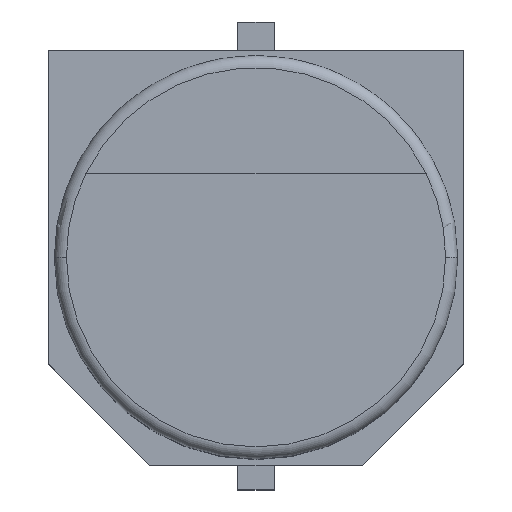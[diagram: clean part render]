
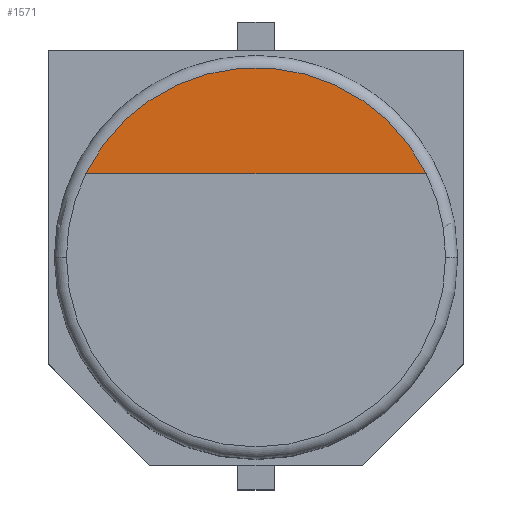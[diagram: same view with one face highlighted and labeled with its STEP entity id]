
A CAD part, top view. The second image highlights one B-rep face of the part: STEP entity #1571.
In plain terms, the highlighted planar face has unit normal (0, 0, 1).
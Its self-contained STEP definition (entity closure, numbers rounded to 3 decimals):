
#24 = VERTEX_POINT('',#25);
#25 = CARTESIAN_POINT('',(4.217,-2.075,10.5));
#33 = TOROIDAL_SURFACE('',#34,4.7,0.3);
#34 = AXIS2_PLACEMENT_3D('',#35,#36,#37);
#35 = CARTESIAN_POINT('',(0.,-4.15,10.2));
#36 = DIRECTION('',(0.,0.,-1.));
#37 = DIRECTION('',(-1.,0.,0.));
#67 = PLANE('',#68);
#68 = AXIS2_PLACEMENT_3D('',#69,#70,#71);
#69 = CARTESIAN_POINT('',(0.,0.,10.5));
#70 = DIRECTION('',(0.,0.,-1.));
#71 = DIRECTION('',(-1.,0.,0.));
#298 = VERTEX_POINT('',#299);
#299 = CARTESIAN_POINT('',(-4.217,-2.075,10.5));
#347 = EDGE_CURVE('',#24,#298,#348,.T.);
#348 = SURFACE_CURVE('',#349,(#354,#383),.PCURVE_S1.);
#349 = CIRCLE('',#350,4.7);
#350 = AXIS2_PLACEMENT_3D('',#351,#352,#353);
#351 = CARTESIAN_POINT('',(0.,-4.15,10.5));
#352 = DIRECTION('',(0.,0.,1.));
#353 = DIRECTION('',(-1.,0.,0.));
#354 = PCURVE('',#33,#355);
#355 = DEFINITIONAL_REPRESENTATION('',(#356),#382);
#356 = B_SPLINE_CURVE_WITH_KNOTS('',3,(#357,#358,#359,#360,#361,#362,
    #363,#364,#365,#366,#367,#368,#369,#370,#371,#372,#373,#374,#375,
    #376,#377,#378,#379,#380,#381),.UNSPECIFIED.,.F.,.F.,(4,1,1,1,1,1,1,
    1,1,1,1,1,1,1,1,1,1,1,1,1,1,1,4),(3.599,3.7,
    3.801,3.903,4.004,4.105,
    4.206,4.307,4.409,4.51,
    4.611,4.712,4.814,4.915,
    5.016,5.117,5.219,5.32,
    5.421,5.522,5.623,5.725,
    5.826),.QUASI_UNIFORM_KNOTS.);
#357 = CARTESIAN_POINT('',(2.684,4.712));
#358 = CARTESIAN_POINT('',(2.651,4.712));
#359 = CARTESIAN_POINT('',(2.583,4.712));
#360 = CARTESIAN_POINT('',(2.482,4.712));
#361 = CARTESIAN_POINT('',(2.381,4.712));
#362 = CARTESIAN_POINT('',(2.279,4.712));
#363 = CARTESIAN_POINT('',(2.178,4.712));
#364 = CARTESIAN_POINT('',(2.077,4.712));
#365 = CARTESIAN_POINT('',(1.976,4.712));
#366 = CARTESIAN_POINT('',(1.874,4.712));
#367 = CARTESIAN_POINT('',(1.773,4.712));
#368 = CARTESIAN_POINT('',(1.672,4.712));
#369 = CARTESIAN_POINT('',(1.571,4.712));
#370 = CARTESIAN_POINT('',(1.47,4.712));
#371 = CARTESIAN_POINT('',(1.368,4.712));
#372 = CARTESIAN_POINT('',(1.267,4.712));
#373 = CARTESIAN_POINT('',(1.166,4.712));
#374 = CARTESIAN_POINT('',(1.065,4.712));
#375 = CARTESIAN_POINT('',(0.963,4.712));
#376 = CARTESIAN_POINT('',(0.862,4.712));
#377 = CARTESIAN_POINT('',(0.761,4.712));
#378 = CARTESIAN_POINT('',(0.66,4.712));
#379 = CARTESIAN_POINT('',(0.558,4.712));
#380 = CARTESIAN_POINT('',(0.491,4.712));
#381 = CARTESIAN_POINT('',(0.457,4.712));
#382 = ( GEOMETRIC_REPRESENTATION_CONTEXT(2) 
PARAMETRIC_REPRESENTATION_CONTEXT() REPRESENTATION_CONTEXT('2D SPACE',''
  ) );
#383 = PCURVE('',#384,#389);
#384 = PLANE('',#385);
#385 = AXIS2_PLACEMENT_3D('',#386,#387,#388);
#386 = CARTESIAN_POINT('',(0.,0.,10.5));
#387 = DIRECTION('',(0.,0.,-1.));
#388 = DIRECTION('',(-1.,0.,0.));
#389 = DEFINITIONAL_REPRESENTATION('',(#390),#398);
#390 = ( BOUNDED_CURVE() B_SPLINE_CURVE(2,(#391,#392,#393,#394,#395,#396
,#397),.UNSPECIFIED.,.F.,.F.) B_SPLINE_CURVE_WITH_KNOTS((1,2,2,2,2,1),(
    -2.094,0.,2.094,4.189,6.283,
8.378),.UNSPECIFIED.) CURVE() GEOMETRIC_REPRESENTATION_ITEM() 
RATIONAL_B_SPLINE_CURVE((1.,0.5,1.,0.5,1.,0.5,1.)) REPRESENTATION_ITEM(
  '') );
#391 = CARTESIAN_POINT('',(4.7,-4.15));
#392 = CARTESIAN_POINT('',(4.7,-12.291));
#393 = CARTESIAN_POINT('',(-2.35,-8.22));
#394 = CARTESIAN_POINT('',(-9.4,-4.15));
#395 = CARTESIAN_POINT('',(-2.35,-0.08));
#396 = CARTESIAN_POINT('',(4.7,3.991));
#397 = CARTESIAN_POINT('',(4.7,-4.15));
#398 = ( GEOMETRIC_REPRESENTATION_CONTEXT(2) 
PARAMETRIC_REPRESENTATION_CONTEXT() REPRESENTATION_CONTEXT('2D SPACE',''
  ) );
#599 = EDGE_CURVE('',#298,#24,#600,.T.);
#600 = SURFACE_CURVE('',#601,(#605,#612),.PCURVE_S1.);
#601 = LINE('',#602,#603);
#602 = CARTESIAN_POINT('',(0.,-2.075,10.5));
#603 = VECTOR('',#604,1.);
#604 = DIRECTION('',(1.,0.,0.));
#605 = PCURVE('',#67,#606);
#606 = DEFINITIONAL_REPRESENTATION('',(#607),#611);
#607 = LINE('',#608,#609);
#608 = CARTESIAN_POINT('',(0.,-2.075));
#609 = VECTOR('',#610,1.);
#610 = DIRECTION('',(-1.,0.));
#611 = ( GEOMETRIC_REPRESENTATION_CONTEXT(2) 
PARAMETRIC_REPRESENTATION_CONTEXT() REPRESENTATION_CONTEXT('2D SPACE',''
  ) );
#612 = PCURVE('',#384,#613);
#613 = DEFINITIONAL_REPRESENTATION('',(#614),#618);
#614 = LINE('',#615,#616);
#615 = CARTESIAN_POINT('',(0.,-2.075));
#616 = VECTOR('',#617,1.);
#617 = DIRECTION('',(-1.,0.));
#618 = ( GEOMETRIC_REPRESENTATION_CONTEXT(2) 
PARAMETRIC_REPRESENTATION_CONTEXT() REPRESENTATION_CONTEXT('2D SPACE',''
  ) );
#1571 = ADVANCED_FACE('',(#1572),#384,.F.);
#1572 = FACE_BOUND('',#1573,.T.);
#1573 = EDGE_LOOP('',(#1574,#1575));
#1574 = ORIENTED_EDGE('',*,*,#347,.T.);
#1575 = ORIENTED_EDGE('',*,*,#599,.T.);
